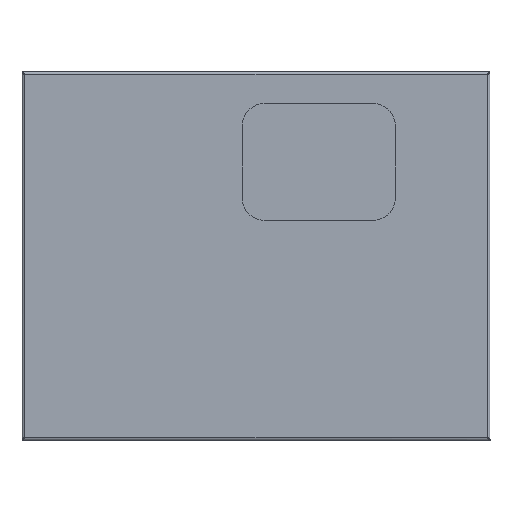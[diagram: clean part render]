
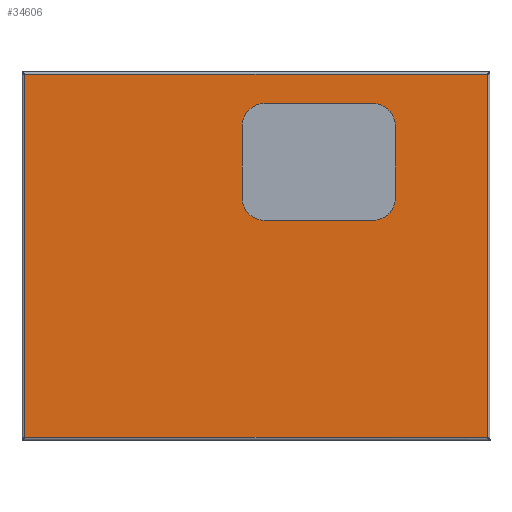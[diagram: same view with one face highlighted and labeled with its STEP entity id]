
A CAD part, top view. The second image highlights one B-rep face of the part: STEP entity #34606.
In plain terms, the highlighted planar face has unit normal (0, 0, 1).
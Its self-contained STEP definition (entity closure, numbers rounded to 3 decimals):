
#142 = VERTEX_POINT ( 'NONE', #926 ) ;
#233 = DIRECTION ( 'NONE',  ( 0., 1., 0. ) ) ;
#544 = ORIENTED_EDGE ( 'NONE', *, *, #6383, .T. ) ;
#594 = VERTEX_POINT ( 'NONE', #13348 ) ;
#926 = CARTESIAN_POINT ( 'NONE',  ( 270.728, 280.503, 242.296 ) ) ;
#1016 = LINE ( 'NONE', #24129, #21866 ) ;
#1134 = CARTESIAN_POINT ( 'NONE',  ( 170.428, 233.303, 242.296 ) ) ;
#1385 = CARTESIAN_POINT ( 'NONE',  ( 270.728, 280.503, 242.296 ) ) ;
#1386 = EDGE_CURVE ( 'NONE', #15690, #21062, #8214, .T. ) ;
#2189 = DIRECTION ( 'NONE',  ( 0., 0., 1. ) ) ;
#2376 = VERTEX_POINT ( 'NONE', #34210 ) ;
#2570 = VECTOR ( 'NONE', #25942, 1000. ) ;
#2707 = DIRECTION ( 'NONE',  ( 0., 0., 1. ) ) ;
#2819 = VERTEX_POINT ( 'NONE', #1134 ) ;
#2916 = LINE ( 'NONE', #1385, #7912 ) ;
#3006 = ORIENTED_EDGE ( 'NONE', *, *, #4307, .F. ) ;
#3289 = EDGE_CURVE ( 'NONE', #142, #25621, #16086, .T. ) ;
#4220 = ORIENTED_EDGE ( 'NONE', *, *, #29710, .T. ) ;
#4239 = VECTOR ( 'NONE', #25058, 1000. ) ;
#4266 = PLANE ( 'NONE',  #6948 ) ;
#4307 = EDGE_CURVE ( 'NONE', #594, #2376, #7523, .T. ) ;
#4806 = AXIS2_PLACEMENT_3D ( 'NONE', #12194, #30945, #20231 ) ;
#6383 = EDGE_CURVE ( 'NONE', #18414, #15690, #10698, .T. ) ;
#6948 = AXIS2_PLACEMENT_3D ( 'NONE', #28723, #2189, #12458 ) ;
#7173 = CARTESIAN_POINT ( 'NONE',  ( 256.728, 233.303, 242.296 ) ) ;
#7523 = CIRCLE ( 'NONE', #4806, 14. ) ;
#7912 = VECTOR ( 'NONE', #17376, 1000. ) ;
#8214 = LINE ( 'NONE', #26463, #20725 ) ;
#8720 = VECTOR ( 'NONE', #22906, 1000. ) ;
#8979 = ORIENTED_EDGE ( 'NONE', *, *, #1386, .T. ) ;
#9807 = EDGE_CURVE ( 'NONE', #25621, #594, #31828, .T. ) ;
#10698 = LINE ( 'NONE', #26478, #32044 ) ;
#11313 = ORIENTED_EDGE ( 'NONE', *, *, #34108, .F. ) ;
#11360 = LINE ( 'NONE', #33161, #4239 ) ;
#11736 = CARTESIAN_POINT ( 'NONE',  ( 184.428, 219.303, 242.296 ) ) ;
#12194 = CARTESIAN_POINT ( 'NONE',  ( 184.428, 280.503, 242.296 ) ) ;
#12458 = DIRECTION ( 'NONE',  ( 1., 0., 0. ) ) ;
#13348 = CARTESIAN_POINT ( 'NONE',  ( 184.428, 294.503, 242.296 ) ) ;
#13660 = ORIENTED_EDGE ( 'NONE', *, *, #3289, .F. ) ;
#15690 = VERTEX_POINT ( 'NONE', #32764 ) ;
#16086 = CIRCLE ( 'NONE', #29876, 14. ) ;
#16150 = CARTESIAN_POINT ( 'NONE',  ( 184.428, 219.303, 242.296 ) ) ;
#16553 = DIRECTION ( 'NONE',  ( 1., 0., 0. ) ) ;
#17000 = ORIENTED_EDGE ( 'NONE', *, *, #20088, .F. ) ;
#17212 = EDGE_LOOP ( 'NONE', ( #544, #8979, #4220, #29388 ) ) ;
#17376 = DIRECTION ( 'NONE',  ( 0., 1., 0. ) ) ;
#17764 = CARTESIAN_POINT ( 'NONE',  ( 170.428, 280.503, 242.296 ) ) ;
#18414 = VERTEX_POINT ( 'NONE', #32159 ) ;
#18424 = CIRCLE ( 'NONE', #24530, 14. ) ;
#20088 = EDGE_CURVE ( 'NONE', #31382, #29742, #27148, .T. ) ;
#20231 = DIRECTION ( 'NONE',  ( 1., 0., 0. ) ) ;
#20615 = AXIS2_PLACEMENT_3D ( 'NONE', #21273, #2707, #21379 ) ;
#20725 = VECTOR ( 'NONE', #29298, 1000. ) ;
#21062 = VERTEX_POINT ( 'NONE', #24379 ) ;
#21273 = CARTESIAN_POINT ( 'NONE',  ( 184.428, 233.303, 242.296 ) ) ;
#21379 = DIRECTION ( 'NONE',  ( 1., 0., 0. ) ) ;
#21639 = EDGE_CURVE ( 'NONE', #29595, #18414, #1016, .T. ) ;
#21866 = VECTOR ( 'NONE', #233, 1000. ) ;
#22378 = CIRCLE ( 'NONE', #20615, 14. ) ;
#22545 = DIRECTION ( 'NONE',  ( -1., 0., 0. ) ) ;
#22820 = DIRECTION ( 'NONE',  ( 1., 0., 0. ) ) ;
#22906 = DIRECTION ( 'NONE',  ( 0., -1., 0. ) ) ;
#22925 = LINE ( 'NONE', #17764, #8720 ) ;
#24129 = CARTESIAN_POINT ( 'NONE',  ( 335.728, 67.503, 242.296 ) ) ;
#24379 = CARTESIAN_POINT ( 'NONE',  ( 18.728, 67.503, 242.296 ) ) ;
#24455 = ORIENTED_EDGE ( 'NONE', *, *, #31358, .F. ) ;
#24530 = AXIS2_PLACEMENT_3D ( 'NONE', #7173, #25860, #22820 ) ;
#25058 = DIRECTION ( 'NONE',  ( 1., 0., 0. ) ) ;
#25214 = DIRECTION ( 'NONE',  ( 0., 0., 1. ) ) ;
#25530 = CARTESIAN_POINT ( 'NONE',  ( 270.728, 233.303, 242.296 ) ) ;
#25594 = CARTESIAN_POINT ( 'NONE',  ( 184.428, 294.503, 242.296 ) ) ;
#25621 = VERTEX_POINT ( 'NONE', #33085 ) ;
#25860 = DIRECTION ( 'NONE',  ( 0., 0., 1. ) ) ;
#25942 = DIRECTION ( 'NONE',  ( -1., 0., 0. ) ) ;
#25973 = ORIENTED_EDGE ( 'NONE', *, *, #30433, .F. ) ;
#26463 = CARTESIAN_POINT ( 'NONE',  ( 18.728, 316.503, 242.296 ) ) ;
#26478 = CARTESIAN_POINT ( 'NONE',  ( 335.728, 316.503, 242.296 ) ) ;
#27056 = EDGE_LOOP ( 'NONE', ( #3006, #33132, #13660, #25973, #27429, #17000, #24455, #11313 ) ) ;
#27148 = LINE ( 'NONE', #11736, #30935 ) ;
#27429 = ORIENTED_EDGE ( 'NONE', *, *, #33434, .F. ) ;
#27441 = FACE_OUTER_BOUND ( 'NONE', #17212, .T. ) ;
#28483 = CARTESIAN_POINT ( 'NONE',  ( 256.728, 219.303, 242.296 ) ) ;
#28723 = CARTESIAN_POINT ( 'NONE',  ( 18.728, 316.503, 242.296 ) ) ;
#29298 = DIRECTION ( 'NONE',  ( 0., -1., 0. ) ) ;
#29388 = ORIENTED_EDGE ( 'NONE', *, *, #21639, .T. ) ;
#29595 = VERTEX_POINT ( 'NONE', #30036 ) ;
#29710 = EDGE_CURVE ( 'NONE', #21062, #29595, #11360, .T. ) ;
#29742 = VERTEX_POINT ( 'NONE', #28483 ) ;
#29876 = AXIS2_PLACEMENT_3D ( 'NONE', #33335, #25214, #22545 ) ;
#30036 = CARTESIAN_POINT ( 'NONE',  ( 335.728, 67.503, 242.296 ) ) ;
#30433 = EDGE_CURVE ( 'NONE', #34478, #142, #2916, .T. ) ;
#30935 = VECTOR ( 'NONE', #16553, 1000. ) ;
#30945 = DIRECTION ( 'NONE',  ( 0., 0., 1. ) ) ;
#31358 = EDGE_CURVE ( 'NONE', #2819, #31382, #22378, .T. ) ;
#31382 = VERTEX_POINT ( 'NONE', #16150 ) ;
#31400 = DIRECTION ( 'NONE',  ( -1., 0., 0. ) ) ;
#31828 = LINE ( 'NONE', #25594, #2570 ) ;
#32044 = VECTOR ( 'NONE', #31400, 1000. ) ;
#32159 = CARTESIAN_POINT ( 'NONE',  ( 335.728, 316.503, 242.296 ) ) ;
#32764 = CARTESIAN_POINT ( 'NONE',  ( 18.728, 316.503, 242.296 ) ) ;
#33085 = CARTESIAN_POINT ( 'NONE',  ( 256.728, 294.503, 242.296 ) ) ;
#33132 = ORIENTED_EDGE ( 'NONE', *, *, #9807, .F. ) ;
#33161 = CARTESIAN_POINT ( 'NONE',  ( 18.728, 67.503, 242.296 ) ) ;
#33335 = CARTESIAN_POINT ( 'NONE',  ( 256.728, 280.503, 242.296 ) ) ;
#33434 = EDGE_CURVE ( 'NONE', #29742, #34478, #18424, .T. ) ;
#33724 = FACE_BOUND ( 'NONE', #27056, .T. ) ;
#34108 = EDGE_CURVE ( 'NONE', #2376, #2819, #22925, .T. ) ;
#34210 = CARTESIAN_POINT ( 'NONE',  ( 170.428, 280.503, 242.296 ) ) ;
#34478 = VERTEX_POINT ( 'NONE', #25530 ) ;
#34606 = ADVANCED_FACE ( 'NONE', ( #33724, #27441 ), #4266, .T. ) ;
